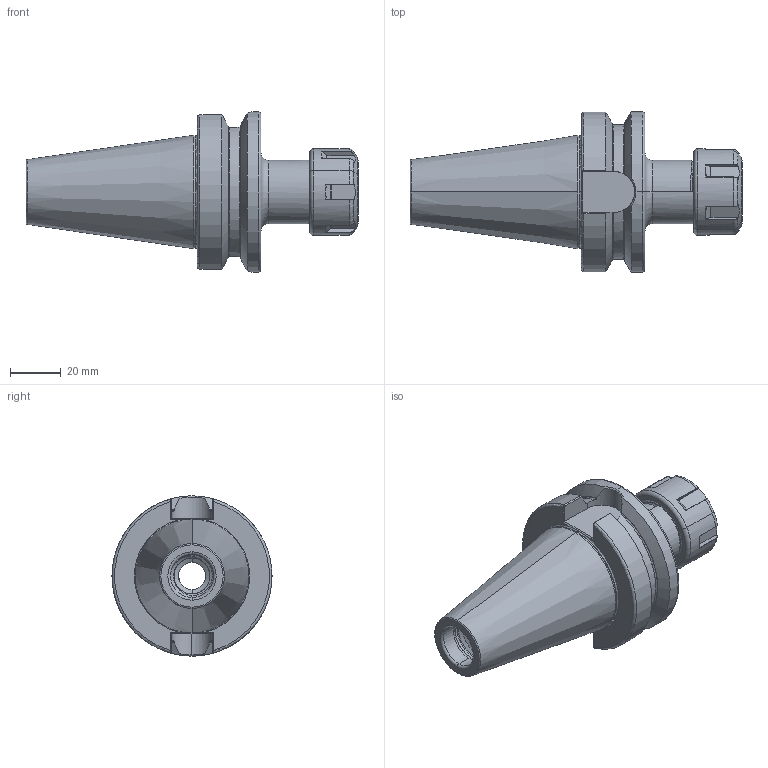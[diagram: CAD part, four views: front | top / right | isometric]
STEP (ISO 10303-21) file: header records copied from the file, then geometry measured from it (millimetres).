
FILE_DESCRIPTION (( 'STEP AP203' ), '1' );
FILE_NAME ('405.02.13.STEP', '2016-11-25T10:34:43', ( '' ), ( '' ), 'SwSTEP 2.0', 'SolidWorks 2012', '' );
FILE_SCHEMA (( 'CONFIG_CONTROL_DESIGN' ));
Length unit declared in the file: millimetre
Products named in the file (3): 405.02.13; 2-01.100.0200190C7_ER20螺帽(六溝)
Assembly tree (2 placements, depth 2):
  405.02.13
    405.02.13
    2-01.100.0200190C7_ER20螺帽(六溝)
Bounding box: 130.6 x 63 x 63 mm (x, y, z)
Volume: 137763.1 mm3; surface area: 33908.7 mm2
Topology: 2 solids, 2 shells, 324 faces, 861 edges, 541 vertices
Faces by surface type: cylinder 123, plane 72, torus 53, bspline 52, cone 24
Entity records: 21432 total; most frequent: CARTESIAN_POINT 14144, ORIENTED_EDGE 1718, DIRECTION 1183, EDGE_CURVE 859, VERTEX_POINT 541, AXIS2_PLACEMENT_3D 463, EDGE_LOOP 330, FACE_OUTER_BOUND 324
